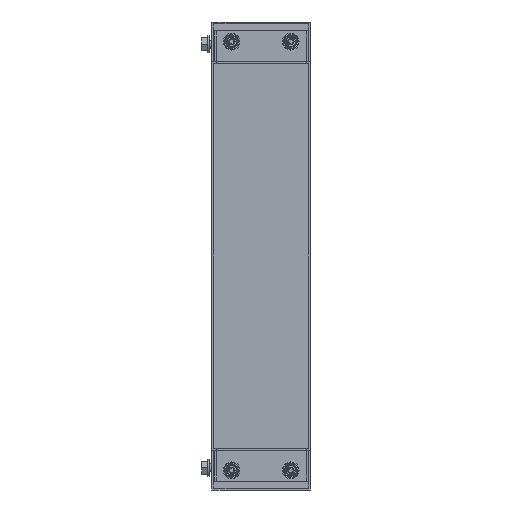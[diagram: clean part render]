
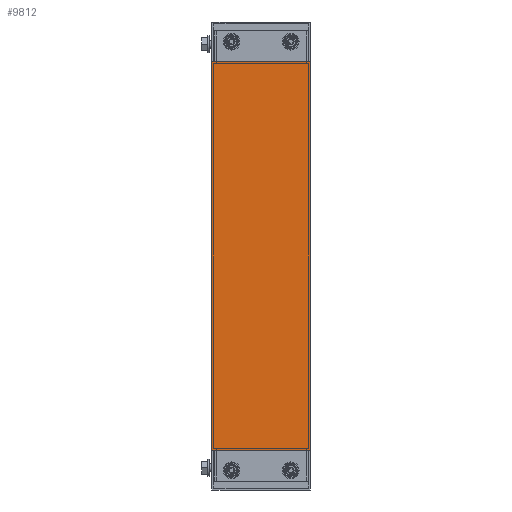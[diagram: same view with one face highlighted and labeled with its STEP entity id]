
A CAD part, left-side view. The second image highlights one B-rep face of the part: STEP entity #9812.
In plain terms, the highlighted planar face has unit normal (-1, 0, 0).
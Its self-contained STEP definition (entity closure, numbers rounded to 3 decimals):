
#101 = CARTESIAN_POINT ( 'NONE',  ( 0., 0., 434.6 ) ) ;
#857 = CARTESIAN_POINT ( 'NONE',  ( 0., 0., 40.4 ) ) ;
#1135 = VERTEX_POINT ( 'NONE', #9001 ) ;
#2096 = DIRECTION ( 'NONE',  ( 0., 0., 1. ) ) ;
#2219 = VERTEX_POINT ( 'NONE', #9002 ) ;
#2506 = CARTESIAN_POINT ( 'NONE',  ( 0., 0., 434.6 ) ) ;
#2843 = PLANE ( 'NONE',  #2952 ) ;
#2952 = AXIS2_PLACEMENT_3D ( 'NONE', #4458, #3649, #2096 ) ;
#2953 = ORIENTED_EDGE ( 'NONE', *, *, #5368, .T. ) ;
#3649 = DIRECTION ( 'NONE',  ( -1., 0., 0. ) ) ;
#3915 = DIRECTION ( 'NONE',  ( 0., 0., -1. ) ) ;
#4458 = CARTESIAN_POINT ( 'NONE',  ( 0., 0., 0. ) ) ;
#4621 = DIRECTION ( 'NONE',  ( 0., 1., 0. ) ) ;
#5316 = VECTOR ( 'NONE', #3915, 1000. ) ;
#5368 = EDGE_CURVE ( 'NONE', #2219, #5938, #5584, .T. ) ;
#5380 = CARTESIAN_POINT ( 'NONE',  ( 0., -100., 40.4 ) ) ;
#5584 = LINE ( 'NONE', #101, #7525 ) ;
#5938 = VERTEX_POINT ( 'NONE', #2506 ) ;
#5977 = DIRECTION ( 'NONE',  ( 0., -1., 0. ) ) ;
#5984 = DIRECTION ( 'NONE',  ( 0., 0., 1. ) ) ;
#6927 = EDGE_CURVE ( 'NONE', #7053, #1135, #7489, .T. ) ;
#6981 = EDGE_CURVE ( 'NONE', #5938, #7053, #7888, .T. ) ;
#7053 = VERTEX_POINT ( 'NONE', #9356 ) ;
#7225 = ORIENTED_EDGE ( 'NONE', *, *, #6927, .T. ) ;
#7489 = LINE ( 'NONE', #9091, #9876 ) ;
#7494 = LINE ( 'NONE', #5380, #9205 ) ;
#7525 = VECTOR ( 'NONE', #4621, 1000. ) ;
#7769 = EDGE_LOOP ( 'NONE', ( #7225, #7866, #2953, #9448 ) ) ;
#7866 = ORIENTED_EDGE ( 'NONE', *, *, #9648, .T. ) ;
#7888 = LINE ( 'NONE', #857, #5316 ) ;
#9001 = CARTESIAN_POINT ( 'NONE',  ( 0., -100., 40.4 ) ) ;
#9002 = CARTESIAN_POINT ( 'NONE',  ( 0., -100., 434.6 ) ) ;
#9091 = CARTESIAN_POINT ( 'NONE',  ( 0., 0., 40.4 ) ) ;
#9205 = VECTOR ( 'NONE', #5984, 1000. ) ;
#9356 = CARTESIAN_POINT ( 'NONE',  ( 0., 0., 40.4 ) ) ;
#9448 = ORIENTED_EDGE ( 'NONE', *, *, #6981, .T. ) ;
#9648 = EDGE_CURVE ( 'NONE', #1135, #2219, #7494, .T. ) ;
#9719 = FACE_OUTER_BOUND ( 'NONE', #7769, .T. ) ;
#9812 = ADVANCED_FACE ( 'NONE', ( #9719 ), #2843, .T. ) ;
#9876 = VECTOR ( 'NONE', #5977, 1000. ) ;
